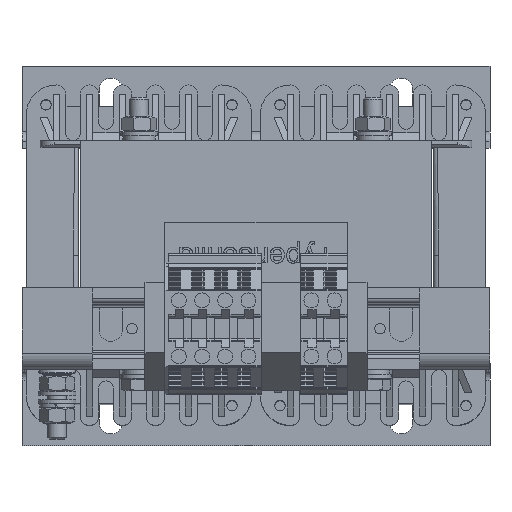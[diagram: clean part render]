
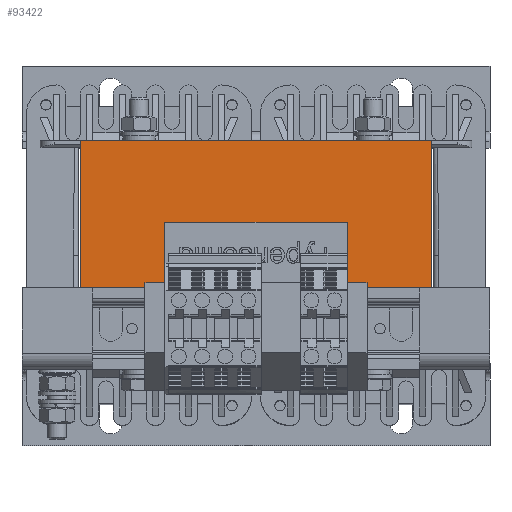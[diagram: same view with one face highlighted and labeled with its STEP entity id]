
A CAD part, top view. The second image highlights one B-rep face of the part: STEP entity #93422.
In plain terms, the highlighted planar face has unit normal (0, 0, 1).
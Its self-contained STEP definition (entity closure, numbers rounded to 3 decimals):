
#689=FACE_BOUND('',#15056,.T.);
#5608=PLANE('',#99779);
#10212=FACE_OUTER_BOUND('',#15055,.T.);
#15055=EDGE_LOOP('',(#83385,#83386,#83387,#83388));
#15056=EDGE_LOOP('',(#83389,#83390,#83391,#83392));
#21386=LINE('',#135626,#31026);
#26558=LINE('',#154040,#36198);
#26561=LINE('',#154045,#36201);
#26563=LINE('',#154049,#36203);
#26564=LINE('',#154051,#36204);
#26567=LINE('',#154068,#36207);
#26571=LINE('',#154078,#36211);
#26573=LINE('',#154082,#36213);
#31026=VECTOR('',#109856,10.);
#36198=VECTOR('',#121430,10.);
#36201=VECTOR('',#121435,10.);
#36203=VECTOR('',#121439,10.);
#36204=VECTOR('',#121442,10.);
#36207=VECTOR('',#121459,10.);
#36211=VECTOR('',#121469,10.);
#36213=VECTOR('',#121475,10.);
#39971=VERTEX_POINT('',#135623);
#39972=VERTEX_POINT('',#135625);
#44922=VERTEX_POINT('',#154037);
#44923=VERTEX_POINT('',#154039);
#44924=VERTEX_POINT('',#154043);
#44925=VERTEX_POINT('',#154047);
#44930=VERTEX_POINT('',#154064);
#44932=VERTEX_POINT('',#154067);
#50504=EDGE_CURVE('',#39971,#39972,#21386,.T.);
#57888=EDGE_CURVE('',#44922,#44923,#26558,.T.);
#57891=EDGE_CURVE('',#44924,#44922,#26561,.T.);
#57893=EDGE_CURVE('',#44925,#44924,#26563,.T.);
#57894=EDGE_CURVE('',#44923,#44925,#26564,.T.);
#57901=EDGE_CURVE('',#44932,#44930,#26567,.T.);
#57907=EDGE_CURVE('',#39971,#44932,#26571,.T.);
#57909=EDGE_CURVE('',#44930,#39972,#26573,.T.);
#83385=ORIENTED_EDGE('',*,*,#57907,.T.);
#83386=ORIENTED_EDGE('',*,*,#57901,.T.);
#83387=ORIENTED_EDGE('',*,*,#57909,.T.);
#83388=ORIENTED_EDGE('',*,*,#50504,.F.);
#83389=ORIENTED_EDGE('',*,*,#57888,.F.);
#83390=ORIENTED_EDGE('',*,*,#57891,.F.);
#83391=ORIENTED_EDGE('',*,*,#57893,.F.);
#83392=ORIENTED_EDGE('',*,*,#57894,.F.);
#93422=ADVANCED_FACE('',(#10212,#689),#5608,.T.);
#99779=AXIS2_PLACEMENT_3D('',#154083,#121476,#121477);
#109856=DIRECTION('',(-1.,0.,0.));
#121430=DIRECTION('',(0.,1.,0.));
#121435=DIRECTION('',(1.,0.,0.));
#121439=DIRECTION('',(0.,-1.,0.));
#121442=DIRECTION('',(-1.,0.,0.));
#121459=DIRECTION('',(-1.,0.,0.));
#121469=DIRECTION('',(0.,1.,0.));
#121475=DIRECTION('',(0.,-1.,0.));
#121476=DIRECTION('center_axis',(0.,0.,
1.));
#121477=DIRECTION('ref_axis',(0.,-1.,0.));
#135623=CARTESIAN_POINT('',(75.,-46.,125.));
#135625=CARTESIAN_POINT('',(-75.,-46.,125.));
#135626=CARTESIAN_POINT('',(-37.5,-46.,125.));
#154037=CARTESIAN_POINT('',(39.,-14.,125.));
#154039=CARTESIAN_POINT('',(39.,14.,125.));
#154040=CARTESIAN_POINT('',(39.,-14.,125.));
#154043=CARTESIAN_POINT('',(-39.,-14.,125.));
#154045=CARTESIAN_POINT('',(-39.,-14.,125.));
#154047=CARTESIAN_POINT('',(-39.,14.,125.));
#154049=CARTESIAN_POINT('',(-39.,14.,125.));
#154051=CARTESIAN_POINT('',(39.,14.,125.));
#154064=CARTESIAN_POINT('',(-75.,49.,125.));
#154067=CARTESIAN_POINT('',(75.,49.,125.));
#154068=CARTESIAN_POINT('',(-75.,49.,125.));
#154078=CARTESIAN_POINT('',(75.,47.5,125.));
#154082=CARTESIAN_POINT('',(-75.,47.5,125.));
#154083=CARTESIAN_POINT('Origin',(-75.,47.5,125.));
